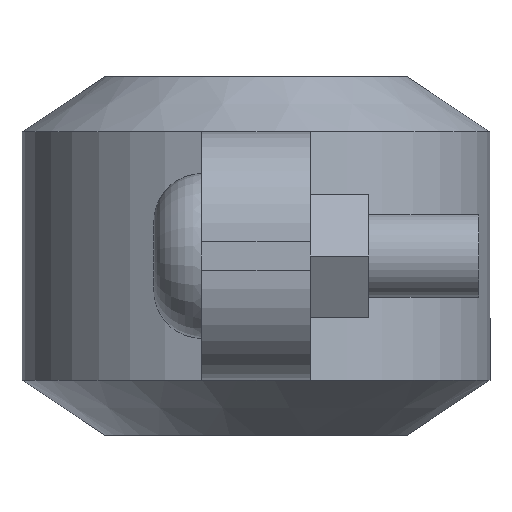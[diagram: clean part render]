
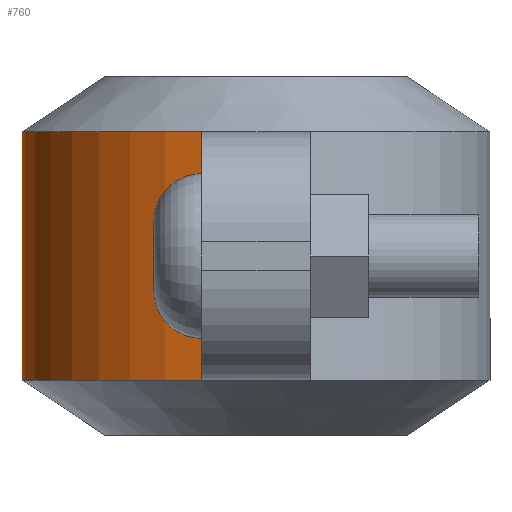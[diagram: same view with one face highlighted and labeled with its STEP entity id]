
A CAD part, left-side view. The second image highlights one B-rep face of the part: STEP entity #760.
In plain terms, the highlighted cylindrical face has radius 27.051 mm (diameter 54.102 mm), a partial arc.
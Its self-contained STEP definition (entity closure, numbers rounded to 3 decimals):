
#29 = DIRECTION ( 'NONE',  ( 0., 0., 1. ) ) ;
#34 = DIRECTION ( 'NONE',  ( 0., -1., 0. ) ) ;
#59 = CYLINDRICAL_SURFACE ( 'NONE', #170, 27.051 ) ;
#99 = EDGE_CURVE ( 'NONE', #1290, #995, #247, .T. ) ;
#120 = VECTOR ( 'NONE', #552, 1000. ) ;
#147 = AXIS2_PLACEMENT_3D ( 'NONE', #473, #1377, #1640 ) ;
#149 = DIRECTION ( 'NONE',  ( 0., 0., 1. ) ) ;
#153 = LINE ( 'NONE', #562, #120 ) ;
#157 = VECTOR ( 'NONE', #1069, 1000. ) ;
#170 = AXIS2_PLACEMENT_3D ( 'NONE', #1248, #322, #1354 ) ;
#183 = VERTEX_POINT ( 'NONE', #196 ) ;
#186 = AXIS2_PLACEMENT_3D ( 'NONE', #228, #1263, #739 ) ;
#196 = CARTESIAN_POINT ( 'NONE',  ( 0., 27.051, 14.351 ) ) ;
#203 = AXIS2_PLACEMENT_3D ( 'NONE', #1187, #29, #909 ) ;
#228 = CARTESIAN_POINT ( 'NONE',  ( 0., 0., -14.351 ) ) ;
#247 = LINE ( 'NONE', #672, #157 ) ;
#277 = EDGE_CURVE ( 'NONE', #995, #183, #1605, .T. ) ;
#302 = VERTEX_POINT ( 'NONE', #494 ) ;
#320 = ORIENTED_EDGE ( 'NONE', *, *, #1424, .T. ) ;
#322 = DIRECTION ( 'NONE',  ( 0., 0., 1. ) ) ;
#373 = FACE_OUTER_BOUND ( 'NONE', #1528, .T. ) ;
#378 = AXIS2_PLACEMENT_3D ( 'NONE', #780, #149, #34 ) ;
#473 = CARTESIAN_POINT ( 'NONE',  ( 0., 0., 14.351 ) ) ;
#494 = CARTESIAN_POINT ( 'NONE',  ( 0., 27.051, -14.351 ) ) ;
#550 = CARTESIAN_POINT ( 'NONE',  ( -26.315, 6.269, 14.351 ) ) ;
#552 = DIRECTION ( 'NONE',  ( 0., 0., 1. ) ) ;
#562 = CARTESIAN_POINT ( 'NONE',  ( -26.315, 6.269, -14.351 ) ) ;
#564 = EDGE_CURVE ( 'NONE', #183, #1103, #1142, .T. ) ;
#608 = EDGE_CURVE ( 'NONE', #718, #1103, #153, .T. ) ;
#652 = CIRCLE ( 'NONE', #378, 27.051 ) ;
#672 = CARTESIAN_POINT ( 'NONE',  ( 26.315, 6.269, -14.351 ) ) ;
#718 = VERTEX_POINT ( 'NONE', #1375 ) ;
#739 = DIRECTION ( 'NONE',  ( 0., -1., 0. ) ) ;
#760 = ADVANCED_FACE ( 'NONE', ( #373 ), #59, .T. ) ;
#780 = CARTESIAN_POINT ( 'NONE',  ( 0., 0., -14.351 ) ) ;
#834 = ORIENTED_EDGE ( 'NONE', *, *, #277, .F. ) ;
#909 = DIRECTION ( 'NONE',  ( 0., -1., 0. ) ) ;
#912 = CARTESIAN_POINT ( 'NONE',  ( 26.315, 6.269, 14.351 ) ) ;
#926 = ORIENTED_EDGE ( 'NONE', *, *, #564, .F. ) ;
#995 = VERTEX_POINT ( 'NONE', #912 ) ;
#1069 = DIRECTION ( 'NONE',  ( 0., 0., 1. ) ) ;
#1103 = VERTEX_POINT ( 'NONE', #550 ) ;
#1142 = CIRCLE ( 'NONE', #203, 27.051 ) ;
#1156 = CIRCLE ( 'NONE', #186, 27.051 ) ;
#1167 = ORIENTED_EDGE ( 'NONE', *, *, #99, .F. ) ;
#1187 = CARTESIAN_POINT ( 'NONE',  ( 0., 0., 14.351 ) ) ;
#1248 = CARTESIAN_POINT ( 'NONE',  ( 0., 0., 0. ) ) ;
#1263 = DIRECTION ( 'NONE',  ( 0., 0., 1. ) ) ;
#1290 = VERTEX_POINT ( 'NONE', #1581 ) ;
#1327 = ORIENTED_EDGE ( 'NONE', *, *, #1623, .T. ) ;
#1354 = DIRECTION ( 'NONE',  ( 0., -1., 0. ) ) ;
#1375 = CARTESIAN_POINT ( 'NONE',  ( -26.315, 6.269, -14.351 ) ) ;
#1377 = DIRECTION ( 'NONE',  ( 0., 0., 1. ) ) ;
#1424 = EDGE_CURVE ( 'NONE', #1290, #302, #1156, .T. ) ;
#1528 = EDGE_LOOP ( 'NONE', ( #1167, #320, #1327, #1659, #926, #834 ) ) ;
#1581 = CARTESIAN_POINT ( 'NONE',  ( 26.315, 6.269, -14.351 ) ) ;
#1605 = CIRCLE ( 'NONE', #147, 27.051 ) ;
#1623 = EDGE_CURVE ( 'NONE', #302, #718, #652, .T. ) ;
#1640 = DIRECTION ( 'NONE',  ( 0., -1., 0. ) ) ;
#1659 = ORIENTED_EDGE ( 'NONE', *, *, #608, .T. ) ;
